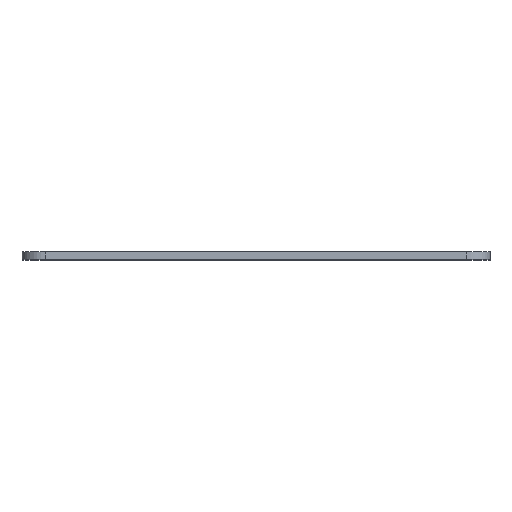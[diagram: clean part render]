
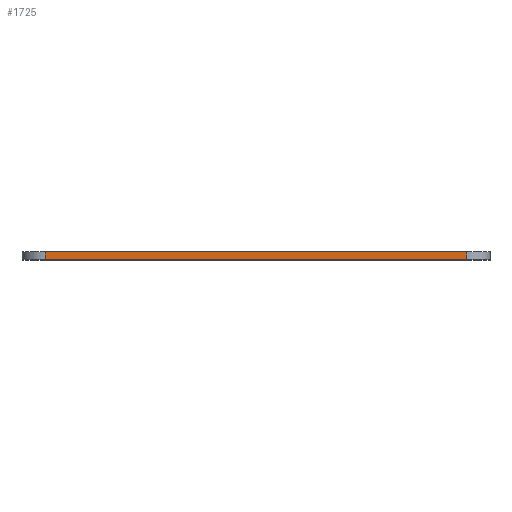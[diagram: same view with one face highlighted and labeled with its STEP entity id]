
A CAD part, top view. The second image highlights one B-rep face of the part: STEP entity #1725.
In plain terms, the highlighted planar face has unit normal (0, 0, 1).
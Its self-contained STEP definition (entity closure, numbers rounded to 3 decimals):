
#217=FACE_OUTER_BOUND('',#299,.T.);
#299=EDGE_LOOP('',(#1419,#1420,#1421,#1422));
#523=LINE('',#2804,#707);
#524=LINE('',#2807,#708);
#525=LINE('',#2809,#709);
#526=LINE('',#2810,#710);
#707=VECTOR('',#2317,10.);
#708=VECTOR('',#2320,10.);
#709=VECTOR('',#2321,10.);
#710=VECTOR('',#2322,10.);
#867=VERTEX_POINT('',#2800);
#868=VERTEX_POINT('',#2802);
#869=VERTEX_POINT('',#2806);
#870=VERTEX_POINT('',#2808);
#1103=EDGE_CURVE('',#867,#868,#523,.T.);
#1104=EDGE_CURVE('',#869,#867,#524,.T.);
#1105=EDGE_CURVE('',#870,#868,#525,.T.);
#1106=EDGE_CURVE('',#869,#870,#526,.T.);
#1419=ORIENTED_EDGE('',*,*,#1104,.T.);
#1420=ORIENTED_EDGE('',*,*,#1103,.T.);
#1421=ORIENTED_EDGE('',*,*,#1105,.F.);
#1422=ORIENTED_EDGE('',*,*,#1106,.F.);
#1645=PLANE('',#1873);
#1725=ADVANCED_FACE('',(#217),#1645,.T.);
#1873=AXIS2_PLACEMENT_3D('',#2805,#2318,#2319);
#2317=DIRECTION('',(0.,1.,0.));
#2318=DIRECTION('center_axis',(0.,0.,1.));
#2319=DIRECTION('ref_axis',(1.,0.,0.));
#2320=DIRECTION('',(1.,0.,0.));
#2321=DIRECTION('',(1.,0.,0.));
#2322=DIRECTION('',(0.,1.,0.));
#2800=CARTESIAN_POINT('',(90.,0.,5.));
#2802=CARTESIAN_POINT('',(90.,1.6,5.));
#2804=CARTESIAN_POINT('',(90.,0.,5.));
#2805=CARTESIAN_POINT('Origin',(0.,0.,5.));
#2806=CARTESIAN_POINT('',(0.,0.,5.));
#2807=CARTESIAN_POINT('',(0.,0.,5.));
#2808=CARTESIAN_POINT('',(0.,1.6,5.));
#2809=CARTESIAN_POINT('',(0.,1.6,5.));
#2810=CARTESIAN_POINT('',(0.,0.,5.));
